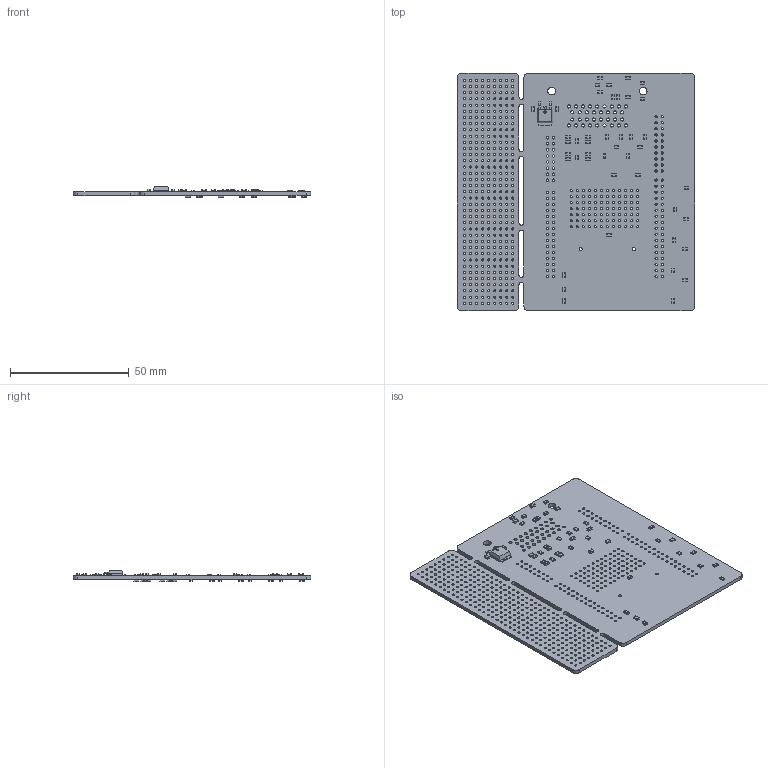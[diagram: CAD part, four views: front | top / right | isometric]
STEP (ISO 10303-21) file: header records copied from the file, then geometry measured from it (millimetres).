
FILE_DESCRIPTION(('KiCad electronic assembly'),'2;1');
FILE_NAME('STM32_Shield.step','2019-02-14T19:21:04',('An Author'),( 'A Company'),'Open CASCADE STEP processor 6.9', 'KiCad to STEP converter','Unknown');
FILE_SCHEMA(('AUTOMOTIVE_DESIGN { 1 0 10303 214 1 1 1 1 }'));
Length unit declared in the file: millimetre
Products named in the file (8): Open CASCADE STEP translator 6.9 1; R_0805; SOLID; C_0805; TO-252-2; COMPOUND
Assembly tree (75 placements, depth 3):
  Open CASCADE STEP translator 6.9 1
    R_0805  x42
      SOLID
    C_0805  x28
      SOLID
    TO-252-2
      SOLID
    COMPOUND
Bounding box: 100 x 100 x 4.8 mm (x, y, z)
Volume: 15248.6 mm3; surface area: 23169.7 mm2
Topology: 72 solids, 72 shells, 2629 faces, 7273 edges, 4848 vertices
Faces by surface type: plane 1373, cylinder 1256
Full cylindrical faces by diameter (mm): 0.9 x417, 0.95 x100, 1 x1, 1.3 x36, 3.3 x2
Entity records: 56505 total; most frequent: DIRECTION 9174, CARTESIAN_POINT 8836, ORIENTED_EDGE 4262, PCURVE 4262, DEFINITIONAL_REPRESENTATION 4262, LINE 3961, VECTOR 3961, CIRCLE 2395
